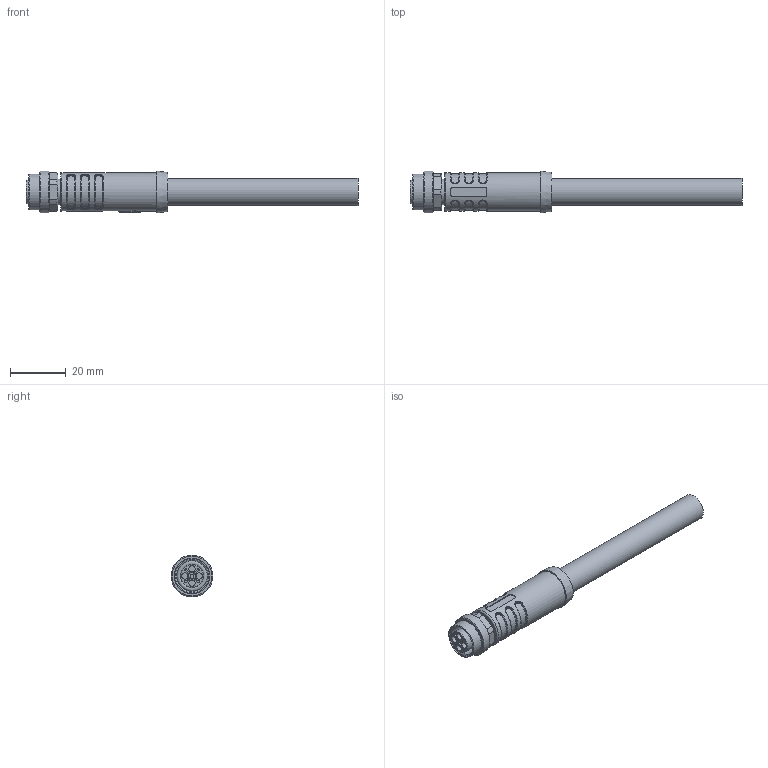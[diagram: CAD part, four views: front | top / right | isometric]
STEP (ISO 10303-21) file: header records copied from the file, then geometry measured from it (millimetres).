
FILE_DESCRIPTION(/* description */ (''),/* implementation_level */ '2;1');
FILE_NAME(/* name */ '5023016--06-04-2016.stp',/* time_stamp */ '2016-04-07T08:17:26+02:00',/* author */ (''),/* organization */ (''),/* preprocessor_version */ 'ST-DEVELOPER v16',/* originating_system */ 'SIEMENS PLM Software NX 10.0',/* authorisation */ '');
FILE_SCHEMA (('AUTOMOTIVE_DESIGN { 1 0 10303 214 3 1 1 1 }'));
Length unit declared in the file: millimetre
Products named in the file (1): t.he0E5C1E7D8ylp
Bounding box: 119.27 x 15 x 15 mm (x, y, z)
Volume: 12149.8 mm3; surface area: 5604.2 mm2
Topology: 1 solids, 1 shells, 212 faces, 480 edges, 290 vertices
Faces by surface type: cylinder 65, plane 63, torus 35, bspline 28, cone 18, extrusion 2, sphere 1
Full cylindrical faces by diameter (mm): 2.3 x4, 8.3 x1, 9.3 x1, 9.7 x1, 10.95 x1, 12.3 x1, 12.8 x1, 14 x1, 15 x1
Entity records: 7990 total; most frequent: CARTESIAN_POINT 3449, DIRECTION 961, ORIENTED_EDGE 894, EDGE_CURVE 447, AXIS2_PLACEMENT_3D 403, VERTEX_POINT 279, EDGE_LOOP 254, ADVANCED_FACE 212
